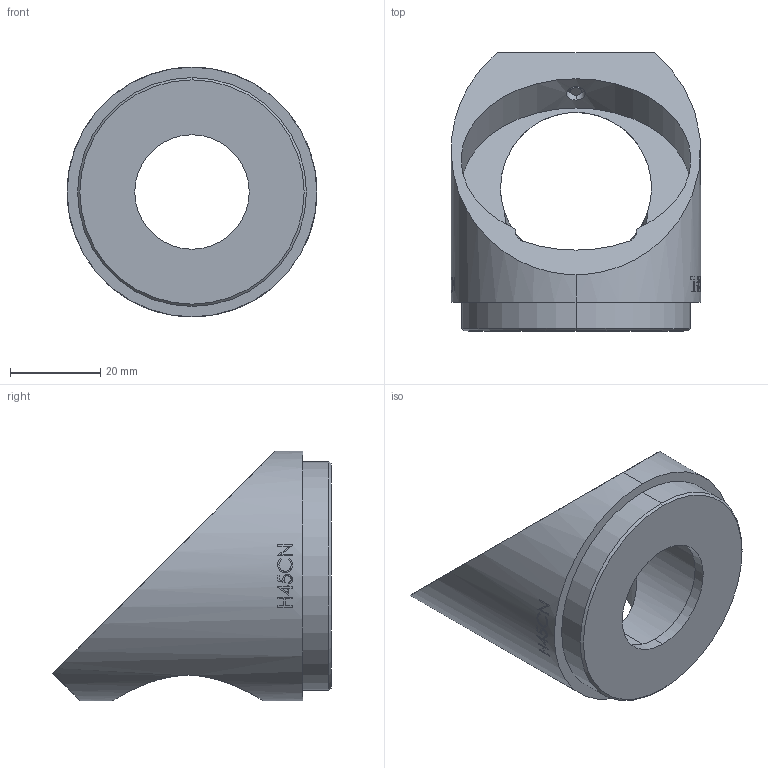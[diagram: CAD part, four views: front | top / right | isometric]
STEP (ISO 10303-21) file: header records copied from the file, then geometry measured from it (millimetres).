
FILE_DESCRIPTION(('FreeCAD Model'),'2;1');
FILE_NAME('Open CASCADE Shape Model','2023-05-11T13:37:31',('Author'),( ''),'Open CASCADE STEP processor 7.6','FreeCAD','Unknown');
FILE_SCHEMA(('AUTOMOTIVE_DESIGN { 1 0 10303 214 1 1 1 1 }'));
Length unit declared in the file: millimetre
Products named in the file (1): TTN014219-E0W
Bounding box: 55.37 x 61.72 x 55.37 mm (x, y, z)
Volume: 42041.7 mm3; surface area: 14663.9 mm2
Topology: 2 solids, 2 shells, 127 faces, 437 edges, 334 vertices
Faces by surface type: plane 56, cylinder 40, bspline 25, cone 6
Entity records: 25447 total; most frequent: CARTESIAN_POINT 17710, DIRECTION 1147, ORIENTED_EDGE 874, PCURVE 874, DEFINITIONAL_REPRESENTATION 874, LINE 689, VECTOR 689, EDGE_CURVE 437
